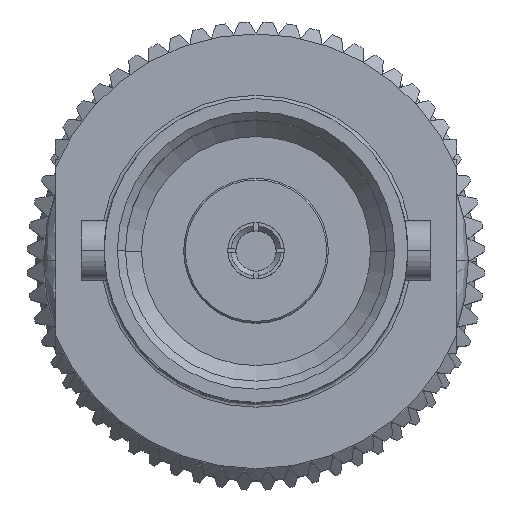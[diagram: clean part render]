
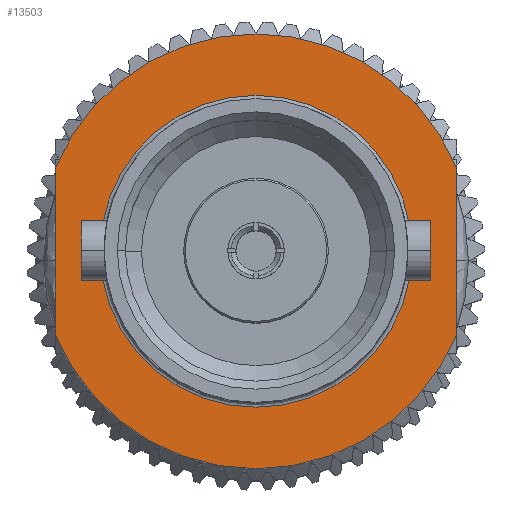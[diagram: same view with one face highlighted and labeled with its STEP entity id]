
A CAD part, top view. The second image highlights one B-rep face of the part: STEP entity #13503.
In plain terms, the highlighted face is planar.
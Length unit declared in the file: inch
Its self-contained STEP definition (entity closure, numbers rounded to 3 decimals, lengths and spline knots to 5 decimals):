
#1380 = AXIS2_PLACEMENT_3D ( 'NONE', #73271, #23044, #23438 ) ;
#3934 = CIRCLE ( 'NONE', #15554, 0.27043 ) ;
#4511 = VERTEX_POINT ( 'NONE', #52758 ) ;
#5879 = CARTESIAN_POINT ( 'NONE',  ( 1.53787, -0.36129, -0.25 ) ) ;
#6181 = VECTOR ( 'NONE', #79146, 39.37008 ) ;
#7080 = LINE ( 'NONE', #5879, #31986 ) ;
#12700 = AXIS2_PLACEMENT_3D ( 'NONE', #28432, #27652, #35251 ) ;
#13121 = EDGE_CURVE ( 'NONE', #61263, #76016, #59193, .T. ) ;
#13503 = ADVANCED_FACE ( 'NONE', ( #72874, #72503 ), #35525, .F. ) ;
#14066 = EDGE_CURVE ( 'NONE', #4511, #79537, #3934, .T. ) ;
#15042 = EDGE_CURVE ( 'NONE', #63082, #4511, #7080, .T. ) ;
#15554 = AXIS2_PLACEMENT_3D ( 'NONE', #25192, #49756, #67442 ) ;
#17748 = CARTESIAN_POINT ( 'NONE',  ( 1.53787, 0.10312, 0.25 ) ) ;
#18009 = CARTESIAN_POINT ( 'NONE',  ( 1.53787, 0., 0.194 ) ) ;
#19915 = DIRECTION ( 'NONE',  ( -1., 0., 0. ) ) ;
#19983 = EDGE_LOOP ( 'NONE', ( #41648, #58998, #55044, #46101 ) ) ;
#23044 = DIRECTION ( 'NONE',  ( -1., 0., 0. ) ) ;
#23438 = DIRECTION ( 'NONE',  ( 0., 0., 1. ) ) ;
#23590 = CIRCLE ( 'NONE', #27461, 0.194 ) ;
#25192 = CARTESIAN_POINT ( 'NONE',  ( 1.53787, 0., 0. ) ) ;
#25952 = VERTEX_POINT ( 'NONE', #46091 ) ;
#26921 = DIRECTION ( 'NONE',  ( 0., 0., 1. ) ) ;
#27461 = AXIS2_PLACEMENT_3D ( 'NONE', #39602, #19915, #75771 ) ;
#27652 = DIRECTION ( 'NONE',  ( 1., 0., 0. ) ) ;
#28432 = CARTESIAN_POINT ( 'NONE',  ( 1.53787, 0., 0. ) ) ;
#30081 = LINE ( 'NONE', #42181, #6181 ) ;
#31986 = VECTOR ( 'NONE', #44551, 39.37008 ) ;
#33709 = CARTESIAN_POINT ( 'NONE',  ( 1.53787, 0., -0.194 ) ) ;
#35251 = DIRECTION ( 'NONE',  ( 0., 0., 1. ) ) ;
#35525 = PLANE ( 'NONE',  #1380 ) ;
#38184 = CARTESIAN_POINT ( 'NONE',  ( 1.53787, 0., 0. ) ) ;
#39602 = CARTESIAN_POINT ( 'NONE',  ( 1.53787, 0., 0. ) ) ;
#41648 = ORIENTED_EDGE ( 'NONE', *, *, #15042, .T. ) ;
#42181 = CARTESIAN_POINT ( 'NONE',  ( 1.53787, -0.36129, 0.25 ) ) ;
#44551 = DIRECTION ( 'NONE',  ( 0., 1., 0. ) ) ;
#46091 = CARTESIAN_POINT ( 'NONE',  ( 1.53787, -0.10312, 0.25 ) ) ;
#46101 = ORIENTED_EDGE ( 'NONE', *, *, #53648, .T. ) ;
#49756 = DIRECTION ( 'NONE',  ( 1., 0., 0. ) ) ;
#51086 = DIRECTION ( 'NONE',  ( -1., 0., 0. ) ) ;
#52758 = CARTESIAN_POINT ( 'NONE',  ( 1.53787, 0.10312, -0.25 ) ) ;
#53501 = EDGE_CURVE ( 'NONE', #79537, #25952, #30081, .T. ) ;
#53648 = EDGE_CURVE ( 'NONE', #25952, #63082, #60257, .T. ) ;
#55044 = ORIENTED_EDGE ( 'NONE', *, *, #53501, .T. ) ;
#56683 = EDGE_LOOP ( 'NONE', ( #60094, #58734 ) ) ;
#58734 = ORIENTED_EDGE ( 'NONE', *, *, #13121, .T. ) ;
#58998 = ORIENTED_EDGE ( 'NONE', *, *, #14066, .T. ) ;
#59193 = CIRCLE ( 'NONE', #65609, 0.194 ) ;
#60094 = ORIENTED_EDGE ( 'NONE', *, *, #76391, .T. ) ;
#60257 = CIRCLE ( 'NONE', #12700, 0.27043 ) ;
#61263 = VERTEX_POINT ( 'NONE', #33709 ) ;
#61993 = CARTESIAN_POINT ( 'NONE',  ( 1.53787, -0.10312, -0.25 ) ) ;
#63082 = VERTEX_POINT ( 'NONE', #61993 ) ;
#65609 = AXIS2_PLACEMENT_3D ( 'NONE', #38184, #51086, #26921 ) ;
#67442 = DIRECTION ( 'NONE',  ( 0., 0., 1. ) ) ;
#72503 = FACE_OUTER_BOUND ( 'NONE', #19983, .T. ) ;
#72874 = FACE_BOUND ( 'NONE', #56683, .T. ) ;
#73271 = CARTESIAN_POINT ( 'NONE',  ( 1.53787, 0., 0. ) ) ;
#75771 = DIRECTION ( 'NONE',  ( 0., 0., 1. ) ) ;
#76016 = VERTEX_POINT ( 'NONE', #18009 ) ;
#76391 = EDGE_CURVE ( 'NONE', #76016, #61263, #23590, .T. ) ;
#79146 = DIRECTION ( 'NONE',  ( 0., -1., 0. ) ) ;
#79537 = VERTEX_POINT ( 'NONE', #17748 ) ;
